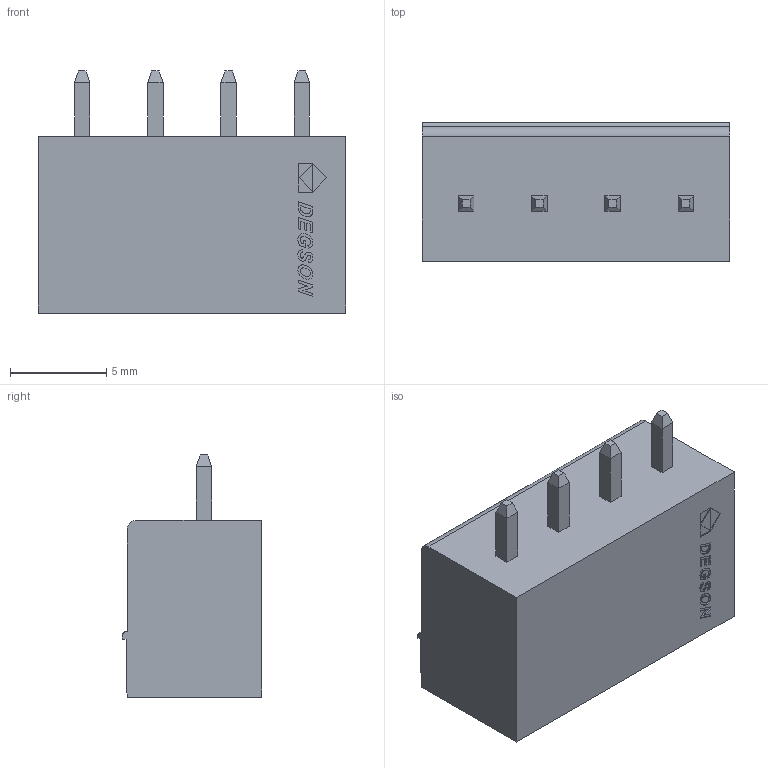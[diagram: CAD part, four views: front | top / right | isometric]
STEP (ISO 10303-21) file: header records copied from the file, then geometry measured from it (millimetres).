
FILE_DESCRIPTION((''),'2;1');
FILE_NAME('15EDGVC-3_81-03P-1Y-00A_H_','2020-05-23T',('Administrator'),(''),'CREO PARAMETRIC BY PTC INC, 2015200','CREO PARAMETRIC BY PTC INC, 2015200','');
FILE_SCHEMA(('AUTOMOTIVE_DESIGN { 1 0 10303 214 1 1 1 1 }'));
Length unit declared in the file: millimetre
Products named in the file (1): 15EDGVC-3_81-03P-1Y-00A_H_
Bounding box: 16.03 x 7.24 x 12.6 mm (x, y, z)
Volume: 607.1 mm3; surface area: 1313.1 mm2
Topology: 1 solids, 1 shells, 492 faces, 1356 edges, 892 vertices
Faces by surface type: plane 474, cylinder 14, cone 4
Entity records: 15412 total; most frequent: CARTESIAN_POINT 2893, ORIENTED_EDGE 2712, DIRECTION 2318, EDGE_CURVE 1356, VECTOR 1262, LINE 1262, VERTEX_POINT 892, AXIS2_PLACEMENT_3D 528
